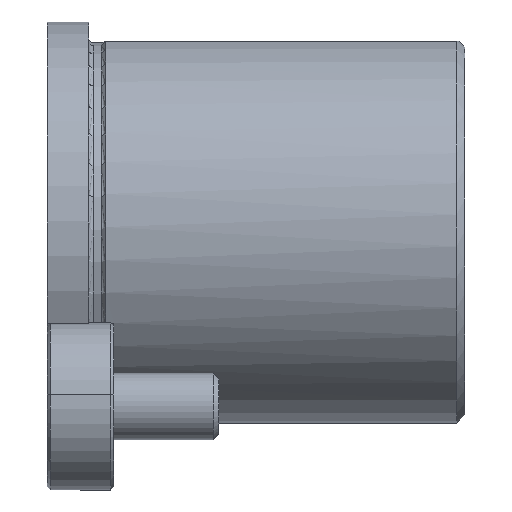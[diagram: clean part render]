
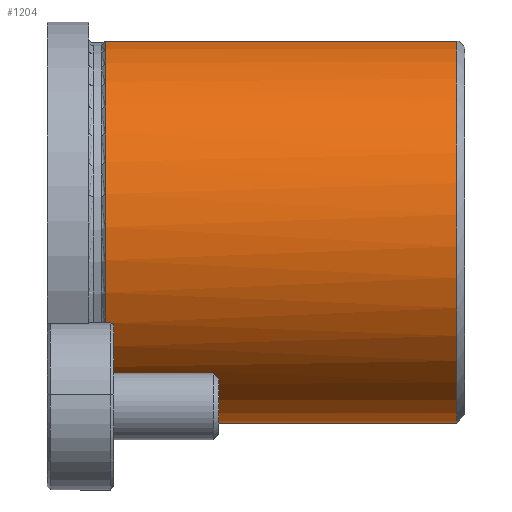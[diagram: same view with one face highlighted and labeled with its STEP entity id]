
A CAD part, left-side view. The second image highlights one B-rep face of the part: STEP entity #1204.
In plain terms, the highlighted cylindrical face has radius 23 mm (diameter 46 mm), a partial arc.
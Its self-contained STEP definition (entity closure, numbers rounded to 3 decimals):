
#18 = ORIENTED_EDGE ( 'NONE', *, *, #1263, .T. ) ;
#22 = VERTEX_POINT ( 'NONE', #145 ) ;
#55 = DIRECTION ( 'NONE',  ( 0., 0., -1. ) ) ;
#68 = VECTOR ( 'NONE', #970, 1000. ) ;
#73 = VERTEX_POINT ( 'NONE', #1030 ) ;
#104 = DIRECTION ( 'NONE',  ( 0., 1., 0. ) ) ;
#145 = CARTESIAN_POINT ( 'NONE',  ( -11.034, -2., -20.181 ) ) ;
#148 = EDGE_CURVE ( 'NONE', #1289, #886, #1800, .T. ) ;
#149 = VECTOR ( 'NONE', #104, 1000. ) ;
#150 = CARTESIAN_POINT ( 'NONE',  ( 0., -2., 0. ) ) ;
#169 = ORIENTED_EDGE ( 'NONE', *, *, #1382, .T. ) ;
#173 = FACE_OUTER_BOUND ( 'NONE', #1437, .T. ) ;
#232 = CARTESIAN_POINT ( 'NONE',  ( 3.703, -45., 22.7 ) ) ;
#274 = AXIS2_PLACEMENT_3D ( 'NONE', #742, #374, #1833 ) ;
#280 = CARTESIAN_POINT ( 'NONE',  ( -11.034, 1., -20.181 ) ) ;
#297 = CIRCLE ( 'NONE', #1551, 23. ) ;
#318 = ORIENTED_EDGE ( 'NONE', *, *, #542, .T. ) ;
#342 = AXIS2_PLACEMENT_3D ( 'NONE', #511, #1512, #2035 ) ;
#346 = CYLINDRICAL_SURFACE ( 'NONE', #274, 23. ) ;
#358 = VERTEX_POINT ( 'NONE', #1968 ) ;
#374 = DIRECTION ( 'NONE',  ( 0., 1., 0. ) ) ;
#511 = CARTESIAN_POINT ( 'NONE',  ( 0., -3., 0. ) ) ;
#512 = EDGE_CURVE ( 'NONE', #2001, #750, #1641, .T. ) ;
#528 = DIRECTION ( 'NONE',  ( 0., 1., 0. ) ) ;
#542 = EDGE_CURVE ( 'NONE', #1201, #73, #1104, .T. ) ;
#543 = CARTESIAN_POINT ( 'NONE',  ( 0., -44., 0. ) ) ;
#544 = LINE ( 'NONE', #232, #68 ) ;
#549 = DIRECTION ( 'NONE',  ( 0., -1., 0. ) ) ;
#577 = CARTESIAN_POINT ( 'NONE',  ( 0., -44., 0. ) ) ;
#588 = CARTESIAN_POINT ( 'NONE',  ( -20.181, -3., -11.034 ) ) ;
#591 = CARTESIAN_POINT ( 'NONE',  ( 0., -2., 0. ) ) ;
#601 = EDGE_CURVE ( 'NONE', #1592, #750, #971, .T. ) ;
#615 = CARTESIAN_POINT ( 'NONE',  ( -3.703, -45., 22.7 ) ) ;
#642 = CARTESIAN_POINT ( 'NONE',  ( -20.181, -2., -11.034 ) ) ;
#691 = DIRECTION ( 'NONE',  ( 0., -1., 0. ) ) ;
#702 = CARTESIAN_POINT ( 'NONE',  ( 0., -2., 0. ) ) ;
#719 = EDGE_CURVE ( 'NONE', #1201, #358, #544, .T. ) ;
#742 = CARTESIAN_POINT ( 'NONE',  ( 0., -45., 0. ) ) ;
#750 = VERTEX_POINT ( 'NONE', #588 ) ;
#804 = AXIS2_PLACEMENT_3D ( 'NONE', #591, #2033, #55 ) ;
#813 = ORIENTED_EDGE ( 'NONE', *, *, #512, .T. ) ;
#886 = VERTEX_POINT ( 'NONE', #1755 ) ;
#970 = DIRECTION ( 'NONE',  ( 0., 1., 0. ) ) ;
#971 = CIRCLE ( 'NONE', #342, 23. ) ;
#1005 = DIRECTION ( 'NONE',  ( 0., 0., -1. ) ) ;
#1030 = CARTESIAN_POINT ( 'NONE',  ( 0., -44., -23. ) ) ;
#1081 = DIRECTION ( 'NONE',  ( 0., 0., -1. ) ) ;
#1104 = CIRCLE ( 'NONE', #1464, 23. ) ;
#1125 = CARTESIAN_POINT ( 'NONE',  ( -3.703, -2., 22.7 ) ) ;
#1162 = VECTOR ( 'NONE', #1747, 1000. ) ;
#1201 = VERTEX_POINT ( 'NONE', #1292 ) ;
#1204 = ADVANCED_FACE ( 'NONE', ( #173 ), #346, .T. ) ;
#1217 = ORIENTED_EDGE ( 'NONE', *, *, #601, .F. ) ;
#1222 = LINE ( 'NONE', #280, #149 ) ;
#1239 = CARTESIAN_POINT ( 'NONE',  ( -11.034, -3., -20.181 ) ) ;
#1263 = EDGE_CURVE ( 'NONE', #1967, #358, #2200, .T. ) ;
#1289 = VERTEX_POINT ( 'NONE', #1125 ) ;
#1292 = CARTESIAN_POINT ( 'NONE',  ( 3.703, -44., 22.7 ) ) ;
#1365 = CARTESIAN_POINT ( 'NONE',  ( 0., -2., -23. ) ) ;
#1376 = AXIS2_PLACEMENT_3D ( 'NONE', #577, #1830, #1837 ) ;
#1382 = EDGE_CURVE ( 'NONE', #1592, #22, #1222, .T. ) ;
#1437 = EDGE_LOOP ( 'NONE', ( #318, #1941, #2121, #1874, #813, #1217, #169, #1782, #18, #2271 ) ) ;
#1464 = AXIS2_PLACEMENT_3D ( 'NONE', #543, #528, #1081 ) ;
#1512 = DIRECTION ( 'NONE',  ( 0., 1., 0. ) ) ;
#1551 = AXIS2_PLACEMENT_3D ( 'NONE', #150, #691, #1005 ) ;
#1592 = VERTEX_POINT ( 'NONE', #1239 ) ;
#1595 = EDGE_CURVE ( 'NONE', #22, #1967, #2122, .T. ) ;
#1641 = LINE ( 'NONE', #1978, #1162 ) ;
#1747 = DIRECTION ( 'NONE',  ( 0., -1., 0. ) ) ;
#1755 = CARTESIAN_POINT ( 'NONE',  ( -3.703, -44., 22.7 ) ) ;
#1782 = ORIENTED_EDGE ( 'NONE', *, *, #1595, .T. ) ;
#1783 = DIRECTION ( 'NONE',  ( 0., 0., -1. ) ) ;
#1800 = LINE ( 'NONE', #615, #1854 ) ;
#1807 = EDGE_CURVE ( 'NONE', #73, #886, #2150, .T. ) ;
#1830 = DIRECTION ( 'NONE',  ( 0., 1., 0. ) ) ;
#1833 = DIRECTION ( 'NONE',  ( 0., 0., 1. ) ) ;
#1837 = DIRECTION ( 'NONE',  ( 0., 0., -1. ) ) ;
#1854 = VECTOR ( 'NONE', #1876, 1000. ) ;
#1874 = ORIENTED_EDGE ( 'NONE', *, *, #2065, .T. ) ;
#1876 = DIRECTION ( 'NONE',  ( 0., -1., 0. ) ) ;
#1941 = ORIENTED_EDGE ( 'NONE', *, *, #1807, .T. ) ;
#1967 = VERTEX_POINT ( 'NONE', #1365 ) ;
#1968 = CARTESIAN_POINT ( 'NONE',  ( 3.703, -2., 22.7 ) ) ;
#1978 = CARTESIAN_POINT ( 'NONE',  ( -20.181, 1., -11.034 ) ) ;
#2001 = VERTEX_POINT ( 'NONE', #642 ) ;
#2033 = DIRECTION ( 'NONE',  ( 0., -1., 0. ) ) ;
#2035 = DIRECTION ( 'NONE',  ( 0., 0., 1. ) ) ;
#2065 = EDGE_CURVE ( 'NONE', #1289, #2001, #297, .T. ) ;
#2121 = ORIENTED_EDGE ( 'NONE', *, *, #148, .F. ) ;
#2122 = CIRCLE ( 'NONE', #2305, 23. ) ;
#2150 = CIRCLE ( 'NONE', #1376, 23. ) ;
#2200 = CIRCLE ( 'NONE', #804, 23. ) ;
#2271 = ORIENTED_EDGE ( 'NONE', *, *, #719, .F. ) ;
#2305 = AXIS2_PLACEMENT_3D ( 'NONE', #702, #549, #1783 ) ;
